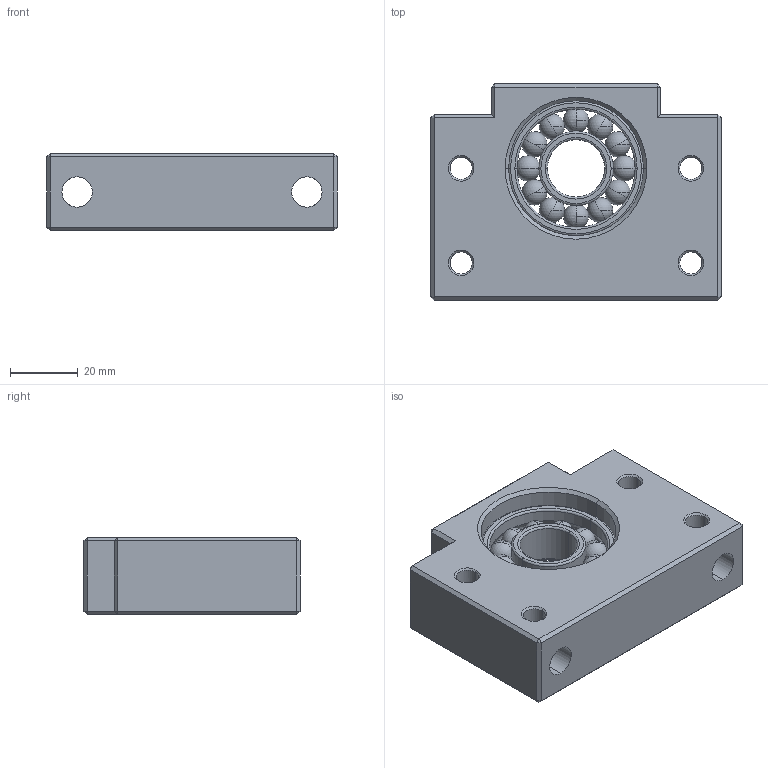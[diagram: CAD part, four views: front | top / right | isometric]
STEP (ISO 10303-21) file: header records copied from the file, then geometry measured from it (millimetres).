
FILE_DESCRIPTION (( 'STEP AP214' ), '1' );
FILE_NAME ('BF17.STEP', '2025-11-07T09:07:37', ( '' ), ( '' ), 'SwSTEP 2.0', 'SolidWorks 2024', '' );
FILE_SCHEMA (( 'AUTOMOTIVE_DESIGN' ));
Length unit declared in the file: millimetre
Products named in the file (1): BF17
Bounding box: 86 x 64 x 23 mm (x, y, z)
Volume: 86857.6 mm3; surface area: 28119.4 mm2
Topology: 15 solids, 15 shells, 437 faces, 1152 edges, 734 vertices
Faces by surface type: plane 214, bspline 105, cylinder 38, sphere 34, cone 24, torus 22
Entity records: 20887 total; most frequent: CARTESIAN_POINT 10985, ORIENTED_EDGE 2168, DIRECTION 1660, EDGE_CURVE 1084, VERTEX_POINT 694, LINE 678, VECTOR 678, AXIS2_PLACEMENT_3D 491
